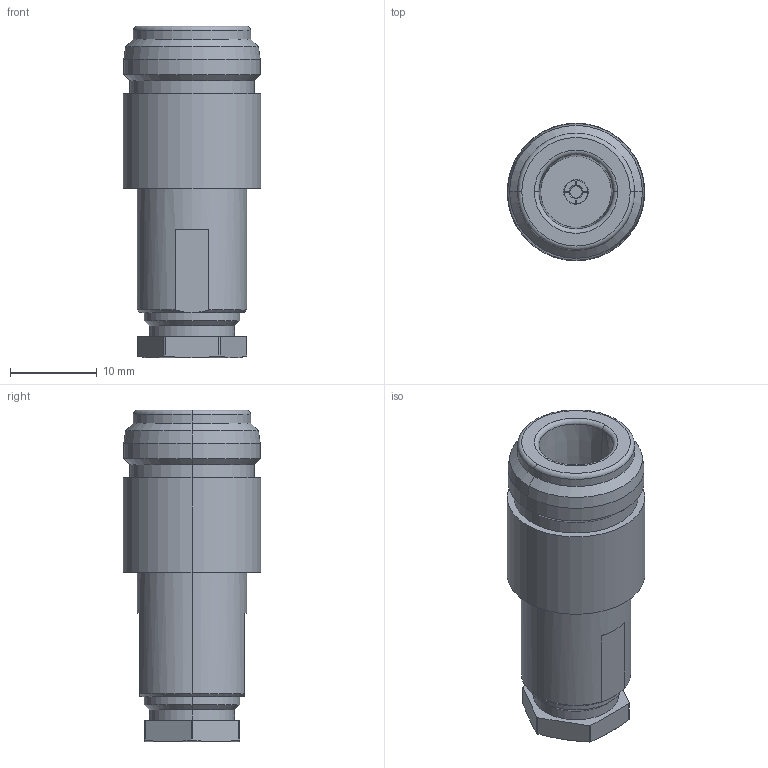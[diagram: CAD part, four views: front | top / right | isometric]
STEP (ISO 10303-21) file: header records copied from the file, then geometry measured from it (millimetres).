
FILE_DESCRIPTION (( 'STEP AP214' ), '1' );
FILE_NAME ('J01021H0019.STEP', '2018-07-17T06:23:56', ( '' ), ( '' ), 'SwSTEP 2.0', 'SolidWorks 2017', '' );
FILE_SCHEMA (( 'AUTOMOTIVE_DESIGN' ));
Length unit declared in the file: millimetre
Products named in the file (1): J01021H0019
Bounding box: 15.85 x 15.85 x 38.22 mm (x, y, z)
Volume: 5336.9 mm3; surface area: 2349 mm2
Topology: 1 solids, 1 shells, 93 faces, 211 edges, 130 vertices
Faces by surface type: cylinder 31, plane 30, cone 26, torus 6
Entity records: 3672 total; most frequent: CARTESIAN_POINT 543, DIRECTION 459, ORIENTED_EDGE 422, EDGE_CURVE 211, AXIS2_PLACEMENT_3D 186, VERTEX_POINT 130, EDGE_LOOP 103, UNCERTAINTY_MEASURE_WITH_UNIT 94
